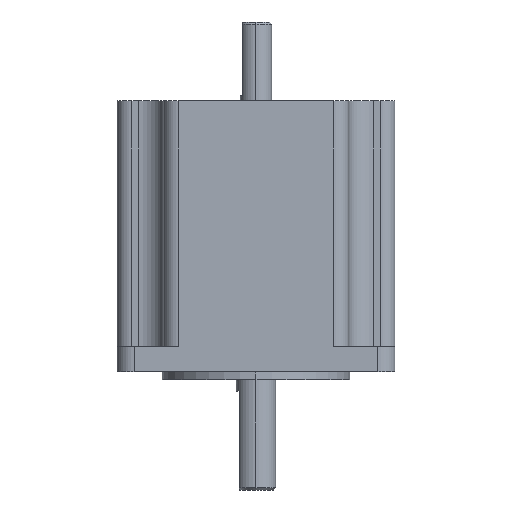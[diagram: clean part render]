
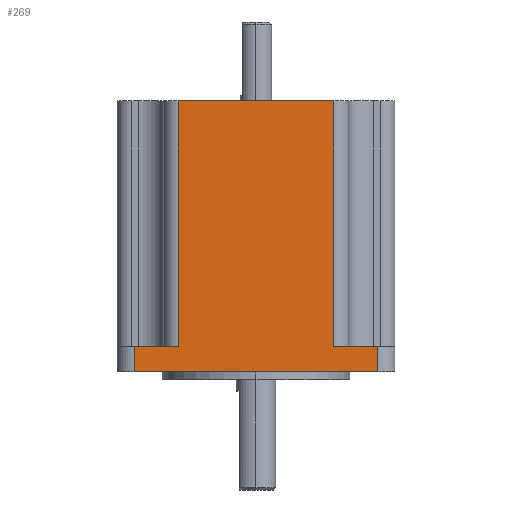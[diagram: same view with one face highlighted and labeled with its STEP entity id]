
A CAD part, left-side view. The second image highlights one B-rep face of the part: STEP entity #269.
In plain terms, the highlighted planar face has unit normal (-1, 0, 0).
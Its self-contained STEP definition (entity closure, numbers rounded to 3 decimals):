
#15 = EDGE_CURVE ( 'NONE', #1425, #1426, #1937, .T. ) ;
#33 = VECTOR ( 'NONE', #976, 1000. ) ;
#40 = VECTOR ( 'NONE', #974, 1000. ) ;
#45 = VECTOR ( 'NONE', #978, 1000. ) ;
#55 = VECTOR ( 'NONE', #980, 1000. ) ;
#152 = VECTOR ( 'NONE', #817, 1000. ) ;
#178 = VECTOR ( 'NONE', #791, 1000. ) ;
#199 = AXIS2_PLACEMENT_3D ( 'NONE', #958, #959, #960 ) ;
#202 = VECTOR ( 'NONE', #766, 1000. ) ;
#269 = ADVANCED_FACE ( 'NONE', ( #1052 ), #957, .F. ) ;
#273 = EDGE_CURVE ( 'NONE', #686, #1439, #1059, .T. ) ;
#274 = EDGE_CURVE ( 'NONE', #1425, #1319, #1061, .T. ) ;
#275 = EDGE_CURVE ( 'NONE', #1426, #1583, #1062, .T. ) ;
#276 = EDGE_CURVE ( 'NONE', #1438, #1584, #1063, .T. ) ;
#291 = EDGE_CURVE ( 'NONE', #686, #1319, #1070, .T. ) ;
#301 = EDGE_CURVE ( 'NONE', #1583, #1584, #1075, .T. ) ;
#310 = EDGE_CURVE ( 'NONE', #1439, #1438, #1076, .T. ) ;
#642 = ORIENTED_EDGE ( 'NONE', *, *, #310, .T. ) ;
#643 = ORIENTED_EDGE ( 'NONE', *, *, #301, .F. ) ;
#644 = ORIENTED_EDGE ( 'NONE', *, *, #276, .T. ) ;
#645 = ORIENTED_EDGE ( 'NONE', *, *, #275, .F. ) ;
#646 = ORIENTED_EDGE ( 'NONE', *, *, #15, .F. ) ;
#647 = ORIENTED_EDGE ( 'NONE', *, *, #274, .T. ) ;
#648 = ORIENTED_EDGE ( 'NONE', *, *, #291, .F. ) ;
#669 = EDGE_LOOP ( 'NONE', ( #642, #644, #643, #645, #646, #647, #648, #1320 ) ) ;
#686 = VERTEX_POINT ( 'NONE', #1747 ) ;
#765 = CARTESIAN_POINT ( 'NONE',  ( -28.2, 28.2, 5.08 ) ) ;
#766 = DIRECTION ( 'NONE',  ( 0., -1., 0. ) ) ;
#790 = CARTESIAN_POINT ( 'NONE',  ( -28.2, 28.2, 5.08 ) ) ;
#791 = DIRECTION ( 'NONE',  ( 0., -1., 0. ) ) ;
#816 = CARTESIAN_POINT ( 'NONE',  ( -28.2, 28.2, 0. ) ) ;
#817 = DIRECTION ( 'NONE',  ( 0., -1., 0. ) ) ;
#957 = PLANE ( 'NONE',  #199 ) ;
#958 = CARTESIAN_POINT ( 'NONE',  ( -28.2, 28.2, 5.08 ) ) ;
#959 = DIRECTION ( 'NONE',  ( 1., 0., 0. ) ) ;
#960 = DIRECTION ( 'NONE',  ( 0., 1., 0. ) ) ;
#973 = CARTESIAN_POINT ( 'NONE',  ( -28.2, 24.7, 5.08 ) ) ;
#974 = DIRECTION ( 'NONE',  ( 0., 0., -1. ) ) ;
#975 = CARTESIAN_POINT ( 'NONE',  ( -28.2, 15.8, 55. ) ) ;
#976 = DIRECTION ( 'NONE',  ( 0., 0., -1. ) ) ;
#977 = CARTESIAN_POINT ( 'NONE',  ( -28.2, -15.8, 55. ) ) ;
#978 = DIRECTION ( 'NONE',  ( 0., 0., -1. ) ) ;
#979 = CARTESIAN_POINT ( 'NONE',  ( -28.2, -24.7, 5.08 ) ) ;
#980 = DIRECTION ( 'NONE',  ( 0., 0., 1. ) ) ;
#1052 = FACE_OUTER_BOUND ( 'NONE', #669, .T. ) ;
#1059 = LINE ( 'NONE', #973, #40 ) ;
#1061 = LINE ( 'NONE', #975, #33 ) ;
#1062 = LINE ( 'NONE', #977, #45 ) ;
#1063 = LINE ( 'NONE', #979, #55 ) ;
#1070 = LINE ( 'NONE', #765, #202 ) ;
#1075 = LINE ( 'NONE', #790, #178 ) ;
#1076 = LINE ( 'NONE', #816, #152 ) ;
#1213 = CARTESIAN_POINT ( 'NONE',  ( -28.2, 15.8, 55. ) ) ;
#1214 = DIRECTION ( 'NONE',  ( 0., -1., 0. ) ) ;
#1319 = VERTEX_POINT ( 'NONE', #1765 ) ;
#1320 = ORIENTED_EDGE ( 'NONE', *, *, #273, .T. ) ;
#1425 = VERTEX_POINT ( 'NONE', #1823 ) ;
#1426 = VERTEX_POINT ( 'NONE', #1824 ) ;
#1438 = VERTEX_POINT ( 'NONE', #1836 ) ;
#1439 = VERTEX_POINT ( 'NONE', #1837 ) ;
#1547 = VECTOR ( 'NONE', #1214, 1000. ) ;
#1583 = VERTEX_POINT ( 'NONE', #1838 ) ;
#1584 = VERTEX_POINT ( 'NONE', #1839 ) ;
#1747 = CARTESIAN_POINT ( 'NONE',  ( -28.2, 24.7, 5.08 ) ) ;
#1765 = CARTESIAN_POINT ( 'NONE',  ( -28.2, 15.8, 5.08 ) ) ;
#1823 = CARTESIAN_POINT ( 'NONE',  ( -28.2, 15.8, 55. ) ) ;
#1824 = CARTESIAN_POINT ( 'NONE',  ( -28.2, -15.8, 55. ) ) ;
#1836 = CARTESIAN_POINT ( 'NONE',  ( -28.2, -24.7, 0. ) ) ;
#1837 = CARTESIAN_POINT ( 'NONE',  ( -28.2, 24.7, 0. ) ) ;
#1838 = CARTESIAN_POINT ( 'NONE',  ( -28.2, -15.8, 5.08 ) ) ;
#1839 = CARTESIAN_POINT ( 'NONE',  ( -28.2, -24.7, 5.08 ) ) ;
#1937 = LINE ( 'NONE', #1213, #1547 ) ;
